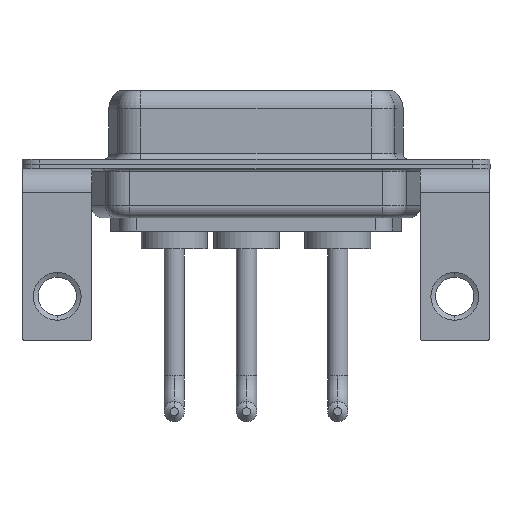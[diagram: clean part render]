
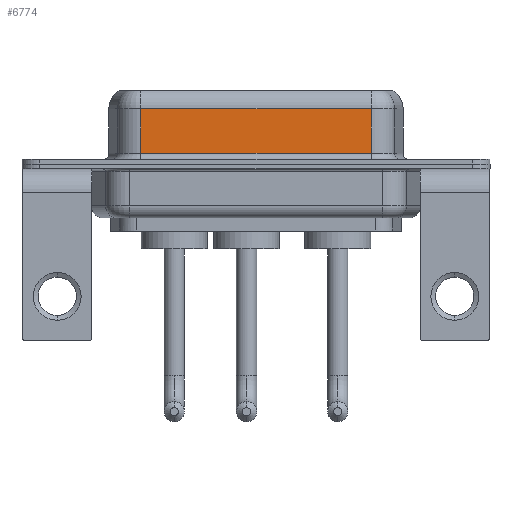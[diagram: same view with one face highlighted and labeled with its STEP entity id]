
A CAD part, front view. The second image highlights one B-rep face of the part: STEP entity #6774.
In plain terms, the highlighted planar face has unit normal (0, -1, 0).
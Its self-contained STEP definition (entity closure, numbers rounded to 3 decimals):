
#426 = ORIENTED_EDGE ( 'NONE', *, *, #13595, .T. ) ;
#656 = LINE ( 'NONE', #9433, #9679 ) ;
#734 = DIRECTION ( 'NONE',  ( 1., 0., 0. ) ) ;
#891 = CARTESIAN_POINT ( 'NONE',  ( 7.013, -3.95, 6.4 ) ) ;
#1019 = ORIENTED_EDGE ( 'NONE', *, *, #9345, .F. ) ;
#1493 = VERTEX_POINT ( 'NONE', #2689 ) ;
#1549 = DIRECTION ( 'NONE',  ( -1., 0., 0. ) ) ;
#2151 = DIRECTION ( 'NONE',  ( 0., 0., -1. ) ) ;
#2230 = AXIS2_PLACEMENT_3D ( 'NONE', #14499, #8904, #2946 ) ;
#2345 = EDGE_LOOP ( 'NONE', ( #1019, #6933, #426, #12139 ) ) ;
#2689 = CARTESIAN_POINT ( 'NONE',  ( 7.013, -3.95, 0.9 ) ) ;
#2946 = DIRECTION ( 'NONE',  ( 0., 0., 1. ) ) ;
#3796 = VECTOR ( 'NONE', #734, 1000. ) ;
#5245 = DIRECTION ( 'NONE',  ( 0., 0., -1. ) ) ;
#5310 = FACE_OUTER_BOUND ( 'NONE', #2345, .T. ) ;
#5464 = LINE ( 'NONE', #9889, #14237 ) ;
#5557 = CARTESIAN_POINT ( 'NONE',  ( 7.013, -3.95, 4.65 ) ) ;
#6328 = LINE ( 'NONE', #13055, #3796 ) ;
#6774 = ADVANCED_FACE ( 'NONE', ( #5310 ), #9957, .F. ) ;
#6933 = ORIENTED_EDGE ( 'NONE', *, *, #8430, .T. ) ;
#8057 = VERTEX_POINT ( 'NONE', #9806 ) ;
#8430 = EDGE_CURVE ( 'NONE', #8057, #9242, #656, .T. ) ;
#8904 = DIRECTION ( 'NONE',  ( 0., 1., 0. ) ) ;
#9242 = VERTEX_POINT ( 'NONE', #5557 ) ;
#9345 = EDGE_CURVE ( 'NONE', #8057, #9662, #5464, .T. ) ;
#9433 = CARTESIAN_POINT ( 'NONE',  ( 26.287, -3.95, 4.65 ) ) ;
#9662 = VERTEX_POINT ( 'NONE', #11394 ) ;
#9679 = VECTOR ( 'NONE', #1549, 1000. ) ;
#9806 = CARTESIAN_POINT ( 'NONE',  ( 26.287, -3.95, 4.65 ) ) ;
#9889 = CARTESIAN_POINT ( 'NONE',  ( 26.287, -3.95, 6.4 ) ) ;
#9957 = PLANE ( 'NONE',  #2230 ) ;
#11394 = CARTESIAN_POINT ( 'NONE',  ( 26.287, -3.95, 0.9 ) ) ;
#12057 = VECTOR ( 'NONE', #5245, 1000. ) ;
#12139 = ORIENTED_EDGE ( 'NONE', *, *, #13053, .T. ) ;
#12181 = LINE ( 'NONE', #891, #12057 ) ;
#13053 = EDGE_CURVE ( 'NONE', #1493, #9662, #6328, .T. ) ;
#13055 = CARTESIAN_POINT ( 'NONE',  ( 26.287, -3.95, 0.9 ) ) ;
#13595 = EDGE_CURVE ( 'NONE', #9242, #1493, #12181, .T. ) ;
#14237 = VECTOR ( 'NONE', #2151, 1000. ) ;
#14499 = CARTESIAN_POINT ( 'NONE',  ( 26.287, -3.95, 6.4 ) ) ;
